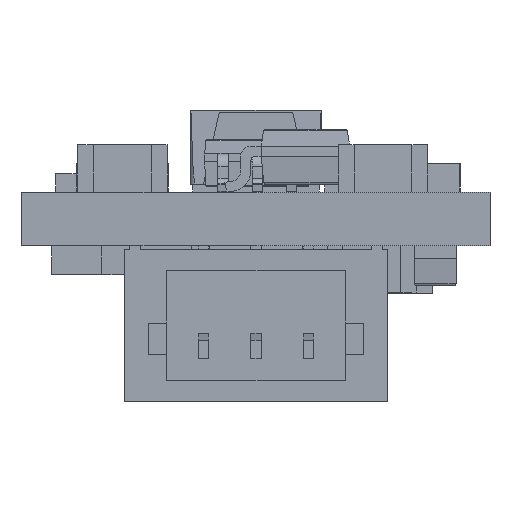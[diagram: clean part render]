
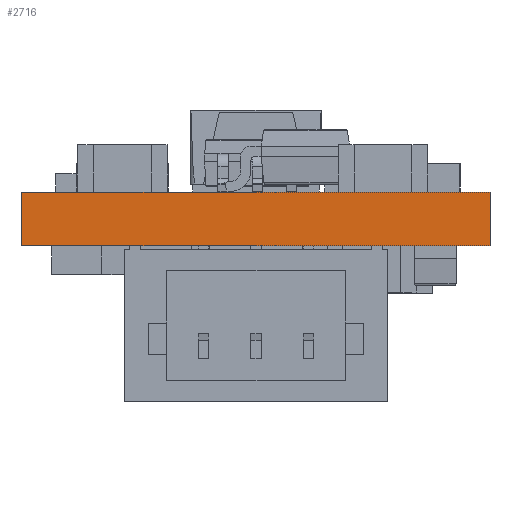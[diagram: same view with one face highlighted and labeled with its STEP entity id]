
A CAD part, front view. The second image highlights one B-rep face of the part: STEP entity #2716.
In plain terms, the highlighted planar face has unit normal (0, -1, 0).
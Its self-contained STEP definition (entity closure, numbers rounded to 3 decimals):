
#155 = PLANE ( 'NONE',  #49208 ) ;
#2716 = ADVANCED_FACE ( 'NONE', ( #49273 ), #155, .F. ) ;
#3651 = CARTESIAN_POINT ( 'NONE',  ( 0., 0., 1.016 ) ) ;
#3878 = ORIENTED_EDGE ( 'NONE', *, *, #26782, .F. ) ;
#4755 = LINE ( 'NONE', #19879, #13525 ) ;
#6891 = LINE ( 'NONE', #7381, #37042 ) ;
#7381 = CARTESIAN_POINT ( 'NONE',  ( 0., 0., 1.016 ) ) ;
#8247 = CARTESIAN_POINT ( 'NONE',  ( 0., 0., 1.016 ) ) ;
#10546 = ORIENTED_EDGE ( 'NONE', *, *, #15646, .T. ) ;
#13137 = VECTOR ( 'NONE', #33855, 1000. ) ;
#13525 = VECTOR ( 'NONE', #35139, 1000. ) ;
#15646 = EDGE_CURVE ( 'NONE', #17962, #36206, #6891, .T. ) ;
#17745 = CARTESIAN_POINT ( 'NONE',  ( 8.89, 0., 1.016 ) ) ;
#17802 = LINE ( 'NONE', #41538, #29835 ) ;
#17962 = VERTEX_POINT ( 'NONE', #8247 ) ;
#18110 = CARTESIAN_POINT ( 'NONE',  ( 0., 0., 0. ) ) ;
#18699 = EDGE_CURVE ( 'NONE', #36206, #40287, #4755, .T. ) ;
#18757 = DIRECTION ( 'NONE',  ( 0., 0., 1. ) ) ;
#19879 = CARTESIAN_POINT ( 'NONE',  ( 0., 0., 0. ) ) ;
#23410 = EDGE_CURVE ( 'NONE', #17962, #30964, #25380, .T. ) ;
#25380 = LINE ( 'NONE', #29154, #13137 ) ;
#26782 = EDGE_CURVE ( 'NONE', #30964, #40287, #17802, .T. ) ;
#27368 = CARTESIAN_POINT ( 'NONE',  ( 8.89, 0., 0. ) ) ;
#29154 = CARTESIAN_POINT ( 'NONE',  ( 0., 0., 1.016 ) ) ;
#29835 = VECTOR ( 'NONE', #45063, 1000. ) ;
#30559 = DIRECTION ( 'NONE',  ( 0., 1., 0. ) ) ;
#30964 = VERTEX_POINT ( 'NONE', #17745 ) ;
#33275 = DIRECTION ( 'NONE',  ( 0., 0., -1. ) ) ;
#33855 = DIRECTION ( 'NONE',  ( 1., 0., 0. ) ) ;
#35139 = DIRECTION ( 'NONE',  ( 1., 0., 0. ) ) ;
#36206 = VERTEX_POINT ( 'NONE', #18110 ) ;
#36226 = ORIENTED_EDGE ( 'NONE', *, *, #18699, .T. ) ;
#37042 = VECTOR ( 'NONE', #33275, 1000. ) ;
#40287 = VERTEX_POINT ( 'NONE', #27368 ) ;
#41538 = CARTESIAN_POINT ( 'NONE',  ( 8.89, 0., 1.016 ) ) ;
#45063 = DIRECTION ( 'NONE',  ( 0., 0., -1. ) ) ;
#46126 = ORIENTED_EDGE ( 'NONE', *, *, #23410, .F. ) ;
#49182 = EDGE_LOOP ( 'NONE', ( #36226, #3878, #46126, #10546 ) ) ;
#49208 = AXIS2_PLACEMENT_3D ( 'NONE', #3651, #30559, #18757 ) ;
#49273 = FACE_OUTER_BOUND ( 'NONE', #49182, .T. ) ;
